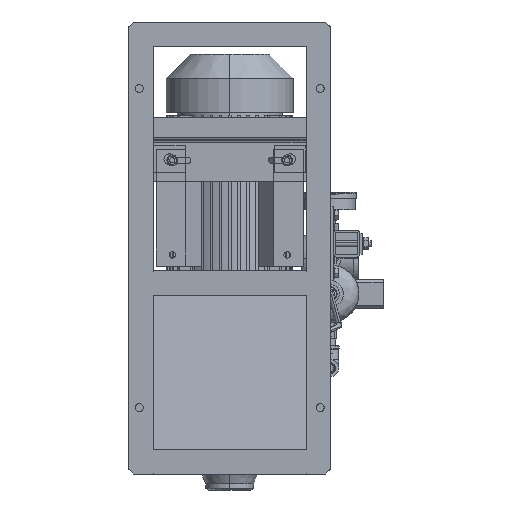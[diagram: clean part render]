
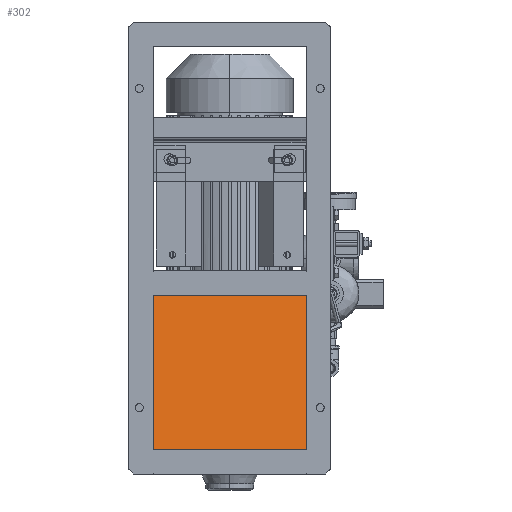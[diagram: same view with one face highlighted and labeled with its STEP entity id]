
A CAD part, front view. The second image highlights one B-rep face of the part: STEP entity #302.
In plain terms, the highlighted planar face has unit normal (0, -0.985, 0.17).
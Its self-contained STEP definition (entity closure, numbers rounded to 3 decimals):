
#302 = ADVANCED_FACE ( 'NONE', ( #2471 ), #15064, .F. ) ;
#2471 = FACE_OUTER_BOUND ( 'NONE', #42694, .T. ) ;
#4791 = DIRECTION ( 'NONE',  ( 0., -0.17, -0.985 ) ) ;
#14316 = CARTESIAN_POINT ( 'NONE',  ( 144., -252.985, -78.657 ) ) ;
#15018 = EDGE_CURVE ( 'NONE', #76189, #101561, #34500, .T. ) ;
#15064 = PLANE ( 'NONE',  #24285 ) ;
#20886 = VECTOR ( 'NONE', #43870, 1000. ) ;
#23488 = DIRECTION ( 'NONE',  ( 0., 0.17, 0.985 ) ) ;
#24285 = AXIS2_PLACEMENT_3D ( 'NONE', #49123, #73487, #23488 ) ;
#25623 = DIRECTION ( 'NONE',  ( -1., 0., 0. ) ) ;
#29753 = LINE ( 'NONE', #99567, #81993 ) ;
#32738 = DIRECTION ( 'NONE',  ( 0., -0.17, -0.985 ) ) ;
#33929 = CARTESIAN_POINT ( 'NONE',  ( -144., -202.985, 211. ) ) ;
#34500 = LINE ( 'NONE', #14316, #47615 ) ;
#35078 = EDGE_CURVE ( 'NONE', #101561, #63987, #65331, .T. ) ;
#39165 = ORIENTED_EDGE ( 'NONE', *, *, #35078, .F. ) ;
#42694 = EDGE_LOOP ( 'NONE', ( #64293, #48657, #39165, #96424 ) ) ;
#43870 = DIRECTION ( 'NONE',  ( -1., 0., 0. ) ) ;
#47257 = CARTESIAN_POINT ( 'NONE',  ( 144., -252.985, -78.657 ) ) ;
#47615 = VECTOR ( 'NONE', #4791, 1000. ) ;
#47919 = VERTEX_POINT ( 'NONE', #33929 ) ;
#48657 = ORIENTED_EDGE ( 'NONE', *, *, #54085, .T. ) ;
#49123 = CARTESIAN_POINT ( 'NONE',  ( 144., -252.985, -78.657 ) ) ;
#49171 = EDGE_CURVE ( 'NONE', #76189, #47919, #67194, .T. ) ;
#51952 = CARTESIAN_POINT ( 'NONE',  ( 144., -252.985, -78.657 ) ) ;
#54085 = EDGE_CURVE ( 'NONE', #47919, #63987, #29753, .T. ) ;
#63987 = VERTEX_POINT ( 'NONE', #77297 ) ;
#64293 = ORIENTED_EDGE ( 'NONE', *, *, #49171, .T. ) ;
#65331 = LINE ( 'NONE', #51952, #20886 ) ;
#67194 = LINE ( 'NONE', #74163, #88117 ) ;
#73487 = DIRECTION ( 'NONE',  ( 0., 0.985, -0.17 ) ) ;
#74163 = CARTESIAN_POINT ( 'NONE',  ( 144., -202.985, 211. ) ) ;
#76189 = VERTEX_POINT ( 'NONE', #89068 ) ;
#77297 = CARTESIAN_POINT ( 'NONE',  ( -144., -252.985, -78.657 ) ) ;
#81993 = VECTOR ( 'NONE', #32738, 1000. ) ;
#88117 = VECTOR ( 'NONE', #25623, 1000. ) ;
#89068 = CARTESIAN_POINT ( 'NONE',  ( 144., -202.985, 211. ) ) ;
#96424 = ORIENTED_EDGE ( 'NONE', *, *, #15018, .F. ) ;
#99567 = CARTESIAN_POINT ( 'NONE',  ( -144., -252.985, -78.657 ) ) ;
#101561 = VERTEX_POINT ( 'NONE', #47257 ) ;
